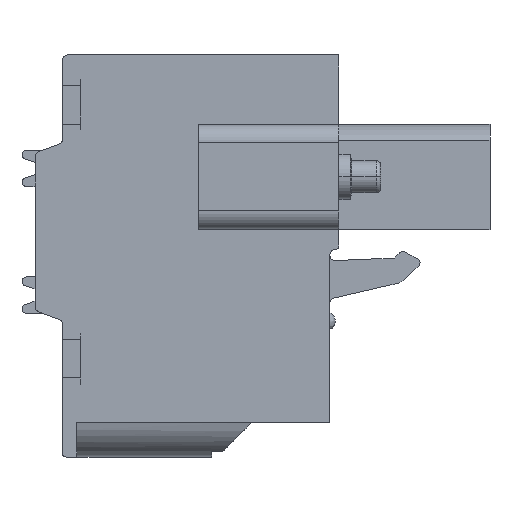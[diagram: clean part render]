
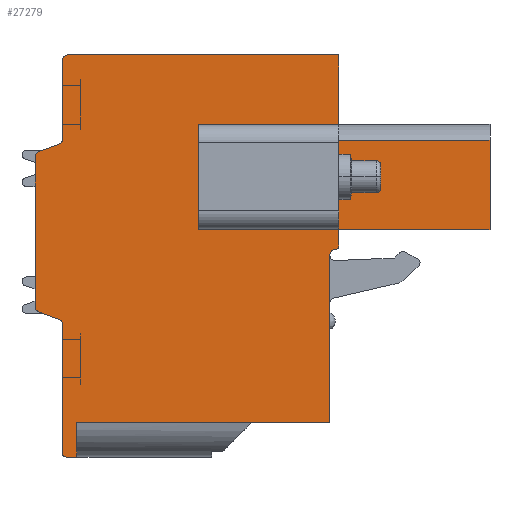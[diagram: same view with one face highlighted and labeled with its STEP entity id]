
A CAD part, front view. The second image highlights one B-rep face of the part: STEP entity #27279.
In plain terms, the highlighted planar face has unit normal (0, -1, 0).
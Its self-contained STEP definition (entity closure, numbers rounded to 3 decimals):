
#462=DIRECTION('',(-1.,0.,0.));
#463=VECTOR('',#462,6.3);
#464=CARTESIAN_POINT('',(2.781,-111.66,1.9));
#465=LINE('',#464,#463);
#466=DIRECTION('',(1.,0.,0.));
#467=VECTOR('',#466,6.3);
#468=CARTESIAN_POINT('',(-3.519,-111.66,7.65));
#469=LINE('',#468,#467);
#470=DIRECTION('',(0.,0.,1.));
#471=VECTOR('',#470,5.75);
#472=CARTESIAN_POINT('',(-3.519,-111.66,1.9));
#473=LINE('',#472,#471);
#474=DIRECTION('',(0.,0.,-1.));
#475=VECTOR('',#474,4.7);
#476=CARTESIAN_POINT('',(4.181,-111.66,11.475));
#477=LINE('',#476,#475);
#478=DIRECTION('',(-1.,0.,0.));
#479=VECTOR('',#478,8.3);
#480=CARTESIAN_POINT('',(12.481,-111.66,6.775));
#481=LINE('',#480,#479);
#482=DIRECTION('',(0.,0.,-1.));
#483=VECTOR('',#482,4.9);
#484=CARTESIAN_POINT('',(12.481,-111.66,6.775));
#485=LINE('',#484,#483);
#486=DIRECTION('',(-1.,0.,0.));
#487=VECTOR('',#486,8.3);
#488=CARTESIAN_POINT('',(12.481,-111.66,1.875));
#489=LINE('',#488,#487);
#490=DIRECTION('',(0.,0.,-1.));
#491=VECTOR('',#490,0.901);
#492=CARTESIAN_POINT('',(4.181,-111.66,1.875));
#493=LINE('',#492,#491);
#494=CARTESIAN_POINT('',(3.981,-111.66,0.974));
#495=DIRECTION('',(0.,1.,0.));
#496=DIRECTION('',(1.,0.,0.));
#497=AXIS2_PLACEMENT_3D('',#494,#495,#496);
#499=CARTESIAN_POINT('',(3.981,-111.66,0.474));
#500=DIRECTION('',(0.,-1.,0.));
#501=DIRECTION('',(0.,0.,1.));
#502=AXIS2_PLACEMENT_3D('',#499,#500,#501);
#504=DIRECTION('',(-1.,0.,0.));
#505=VECTOR('',#504,13.9);
#506=CARTESIAN_POINT('',(3.681,-111.66,-8.725));
#507=LINE('',#506,#505);
#508=DIRECTION('',(0.,0.,-1.));
#509=VECTOR('',#508,1.9);
#510=CARTESIAN_POINT('',(-10.219,-111.66,-8.725));
#511=LINE('',#510,#509);
#512=DIRECTION('',(-1.,0.,0.));
#513=VECTOR('',#512,0.6);
#514=CARTESIAN_POINT('',(-10.219,-111.66,-10.625));
#515=LINE('',#514,#513);
#516=CARTESIAN_POINT('',(-10.819,-111.66,-10.425));
#517=DIRECTION('',(0.,1.,0.));
#518=DIRECTION('',(0.,0.,-1.));
#519=AXIS2_PLACEMENT_3D('',#516,#517,#518);
#521=DIRECTION('',(0.,0.,1.));
#522=VECTOR('',#521,7.095);
#523=CARTESIAN_POINT('',(-11.019,-111.66,-10.425));
#524=LINE('',#523,#522);
#525=CARTESIAN_POINT('',(-11.319,-111.66,-3.33));
#526=DIRECTION('',(0.,-1.,0.));
#527=DIRECTION('',(1.,0.,0.));
#528=AXIS2_PLACEMENT_3D('',#525,#526,#527);
#530=DIRECTION('',(-0.94,0.,0.342));
#531=VECTOR('',#530,1.176);
#532=CARTESIAN_POINT('',(-11.216,-111.66,-3.048));
#533=LINE('',#532,#531);
#534=CARTESIAN_POINT('',(-12.219,-111.66,-2.364));
#535=DIRECTION('',(0.,1.,0.));
#536=DIRECTION('',(-0.342,0.,-0.94));
#537=AXIS2_PLACEMENT_3D('',#534,#535,#536);
#539=DIRECTION('',(0.,0.,1.));
#540=VECTOR('',#539,8.238);
#541=CARTESIAN_POINT('',(-12.519,-111.66,-2.364));
#542=LINE('',#541,#540);
#543=CARTESIAN_POINT('',(-12.219,-111.66,5.874));
#544=DIRECTION('',(0.,1.,0.));
#545=DIRECTION('',(-1.,0.,0.));
#546=AXIS2_PLACEMENT_3D('',#543,#544,#545);
#548=DIRECTION('',(0.94,0.,0.342));
#549=VECTOR('',#548,1.176);
#550=CARTESIAN_POINT('',(-12.321,-111.66,6.156));
#551=LINE('',#550,#549);
#552=CARTESIAN_POINT('',(-11.319,-111.66,6.84));
#553=DIRECTION('',(0.,-1.,0.));
#554=DIRECTION('',(0.342,0.,-0.94));
#555=AXIS2_PLACEMENT_3D('',#552,#553,#554);
#557=DIRECTION('',(0.,0.,1.));
#558=VECTOR('',#557,4.335);
#559=CARTESIAN_POINT('',(-11.019,-111.66,6.84));
#560=LINE('',#559,#558);
#561=CARTESIAN_POINT('',(-10.719,-111.66,11.175));
#562=DIRECTION('',(0.,1.,0.));
#563=DIRECTION('',(-1.,0.,0.));
#564=AXIS2_PLACEMENT_3D('',#561,#562,#563);
#566=DIRECTION('',(1.,0.,0.));
#567=VECTOR('',#566,14.9);
#568=CARTESIAN_POINT('',(-10.719,-111.66,11.475));
#569=LINE('',#568,#567);
#724=DIRECTION('',(0.,0.,1.));
#725=VECTOR('',#724,5.75);
#726=CARTESIAN_POINT('',(2.781,-111.66,1.9));
#727=LINE('',#726,#725);
#4673=DIRECTION('',(0.,0.,1.));
#4674=VECTOR('',#4673,9.199);
#4675=CARTESIAN_POINT('',(3.681,-111.66,-8.725));
#4676=LINE('',#4675,#4674);
#20689=CARTESIAN_POINT('',(-12.519,-111.66,-2.364));
#20690=CARTESIAN_POINT('',(-12.519,-111.66,5.874));
#20691=VERTEX_POINT('',#20689);
#20692=VERTEX_POINT('',#20690);
#20693=CARTESIAN_POINT('',(-12.321,-111.66,6.156));
#20694=VERTEX_POINT('',#20693);
#20695=CARTESIAN_POINT('',(-11.216,-111.66,6.558));
#20696=VERTEX_POINT('',#20695);
#20697=CARTESIAN_POINT('',(-11.019,-111.66,6.84));
#20698=VERTEX_POINT('',#20697);
#20699=CARTESIAN_POINT('',(-11.019,-111.66,11.175));
#20700=VERTEX_POINT('',#20699);
#20701=CARTESIAN_POINT('',(-10.719,-111.66,11.475));
#20702=VERTEX_POINT('',#20701);
#20703=CARTESIAN_POINT('',(4.181,-111.66,11.475));
#20704=VERTEX_POINT('',#20703);
#20705=CARTESIAN_POINT('',(3.681,-111.66,-8.725));
#20706=CARTESIAN_POINT('',(-10.219,-111.66,-8.725));
#20707=VERTEX_POINT('',#20705);
#20708=VERTEX_POINT('',#20706);
#20709=CARTESIAN_POINT('',(-10.219,-111.66,-10.625));
#20710=VERTEX_POINT('',#20709);
#20711=CARTESIAN_POINT('',(-10.819,-111.66,-10.625));
#20712=VERTEX_POINT('',#20711);
#20713=CARTESIAN_POINT('',(-11.019,-111.66,-10.425));
#20714=VERTEX_POINT('',#20713);
#20715=CARTESIAN_POINT('',(-11.019,-111.66,-3.33));
#20716=VERTEX_POINT('',#20715);
#20717=CARTESIAN_POINT('',(-11.216,-111.66,-3.048));
#20718=VERTEX_POINT('',#20717);
#20719=CARTESIAN_POINT('',(-12.321,-111.66,-2.646));
#20720=VERTEX_POINT('',#20719);
#20731=CARTESIAN_POINT('',(4.181,-111.66,0.974));
#20732=CARTESIAN_POINT('',(3.981,-111.66,0.774));
#20733=VERTEX_POINT('',#20731);
#20734=VERTEX_POINT('',#20732);
#20735=CARTESIAN_POINT('',(4.181,-111.66,1.875));
#20736=VERTEX_POINT('',#20735);
#20737=CARTESIAN_POINT('',(3.681,-111.66,0.474));
#20738=VERTEX_POINT('',#20737);
#20739=CARTESIAN_POINT('',(12.481,-111.66,1.875));
#20740=VERTEX_POINT('',#20739);
#21963=CARTESIAN_POINT('',(12.481,-111.66,6.775));
#21964=VERTEX_POINT('',#21963);
#26640=CARTESIAN_POINT('',(-3.519,-111.66,1.9));
#26641=CARTESIAN_POINT('',(-3.519,-111.66,7.65));
#26642=VERTEX_POINT('',#26640);
#26643=VERTEX_POINT('',#26641);
#26662=CARTESIAN_POINT('',(2.781,-111.66,1.9));
#26663=CARTESIAN_POINT('',(2.781,-111.66,7.65));
#26664=VERTEX_POINT('',#26662);
#26665=VERTEX_POINT('',#26663);
#26678=CARTESIAN_POINT('',(4.181,-111.66,6.775));
#26679=VERTEX_POINT('',#26678);
#27217=CARTESIAN_POINT('',(0.,-111.66,0.));
#27218=DIRECTION('',(0.,1.,0.));
#27219=DIRECTION('',(1.,0.,0.));
#27220=AXIS2_PLACEMENT_3D('',#27217,#27218,#27219);
#27221=PLANE('',#27220);
#27222=ORIENTED_EDGE('',*,*,#26945,.T.);
#27224=ORIENTED_EDGE('',*,*,#27223,.F.);
#27226=ORIENTED_EDGE('',*,*,#27225,.T.);
#27228=ORIENTED_EDGE('',*,*,#27227,.T.);
#27230=ORIENTED_EDGE('',*,*,#27229,.T.);
#27232=ORIENTED_EDGE('',*,*,#27231,.T.);
#27234=ORIENTED_EDGE('',*,*,#27233,.T.);
#27236=ORIENTED_EDGE('',*,*,#27235,.F.);
#27238=ORIENTED_EDGE('',*,*,#27237,.T.);
#27240=ORIENTED_EDGE('',*,*,#27239,.T.);
#27242=ORIENTED_EDGE('',*,*,#27241,.T.);
#27244=ORIENTED_EDGE('',*,*,#27243,.T.);
#27246=ORIENTED_EDGE('',*,*,#27245,.T.);
#27248=ORIENTED_EDGE('',*,*,#27247,.T.);
#27250=ORIENTED_EDGE('',*,*,#27249,.T.);
#27252=ORIENTED_EDGE('',*,*,#27251,.T.);
#27254=ORIENTED_EDGE('',*,*,#27253,.T.);
#27256=ORIENTED_EDGE('',*,*,#27255,.T.);
#27258=ORIENTED_EDGE('',*,*,#27257,.T.);
#27260=ORIENTED_EDGE('',*,*,#27259,.T.);
#27262=ORIENTED_EDGE('',*,*,#27261,.T.);
#27264=ORIENTED_EDGE('',*,*,#27263,.T.);
#27266=ORIENTED_EDGE('',*,*,#27265,.T.);
#27267=EDGE_LOOP('',(#27222,#27224,#27226,#27228,#27230,#27232,#27234,#27236,
#27238,#27240,#27242,#27244,#27246,#27248,#27250,#27252,#27254,#27256,#27258,
#27260,#27262,#27264,#27266));
#27268=FACE_OUTER_BOUND('',#27267,.F.);
#27270=ORIENTED_EDGE('',*,*,#27269,.F.);
#27272=ORIENTED_EDGE('',*,*,#27271,.T.);
#27274=ORIENTED_EDGE('',*,*,#27273,.F.);
#27276=ORIENTED_EDGE('',*,*,#27275,.F.);
#27277=EDGE_LOOP('',(#27270,#27272,#27274,#27276));
#27278=FACE_BOUND('',#27277,.F.);
#27279=ADVANCED_FACE('',(#27268,#27278),#27221,.F.);
#498=CIRCLE('',#497,0.2);
#503=CIRCLE('',#502,0.3);
#520=CIRCLE('',#519,0.2);
#529=CIRCLE('',#528,0.3);
#538=CIRCLE('',#537,0.3);
#547=CIRCLE('',#546,0.3);
#556=CIRCLE('',#555,0.3);
#565=CIRCLE('',#564,0.3);
#26945=EDGE_CURVE('',#20704,#26679,#477,.T.);
#27223=EDGE_CURVE('',#21964,#26679,#481,.T.);
#27225=EDGE_CURVE('',#21964,#20740,#485,.T.);
#27227=EDGE_CURVE('',#20740,#20736,#489,.T.);
#27229=EDGE_CURVE('',#20736,#20733,#493,.T.);
#27231=EDGE_CURVE('',#20733,#20734,#498,.T.);
#27233=EDGE_CURVE('',#20734,#20738,#503,.T.);
#27235=EDGE_CURVE('',#20707,#20738,#4676,.T.);
#27237=EDGE_CURVE('',#20707,#20708,#507,.T.);
#27239=EDGE_CURVE('',#20708,#20710,#511,.T.);
#27241=EDGE_CURVE('',#20710,#20712,#515,.T.);
#27243=EDGE_CURVE('',#20712,#20714,#520,.T.);
#27245=EDGE_CURVE('',#20714,#20716,#524,.T.);
#27247=EDGE_CURVE('',#20716,#20718,#529,.T.);
#27249=EDGE_CURVE('',#20718,#20720,#533,.T.);
#27251=EDGE_CURVE('',#20720,#20691,#538,.T.);
#27253=EDGE_CURVE('',#20691,#20692,#542,.T.);
#27255=EDGE_CURVE('',#20692,#20694,#547,.T.);
#27257=EDGE_CURVE('',#20694,#20696,#551,.T.);
#27259=EDGE_CURVE('',#20696,#20698,#556,.T.);
#27261=EDGE_CURVE('',#20698,#20700,#560,.T.);
#27263=EDGE_CURVE('',#20700,#20702,#565,.T.);
#27265=EDGE_CURVE('',#20702,#20704,#569,.T.);
#27269=EDGE_CURVE('',#26664,#26642,#465,.T.);
#27271=EDGE_CURVE('',#26664,#26665,#727,.T.);
#27273=EDGE_CURVE('',#26643,#26665,#469,.T.);
#27275=EDGE_CURVE('',#26642,#26643,#473,.T.);
